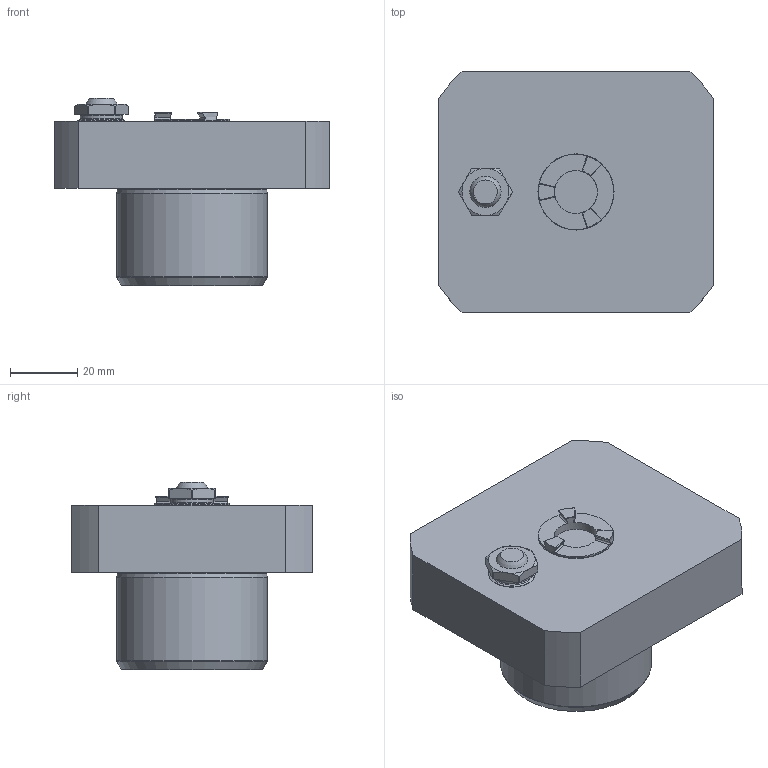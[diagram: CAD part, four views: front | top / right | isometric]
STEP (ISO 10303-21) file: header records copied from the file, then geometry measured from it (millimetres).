
FILE_DESCRIPTION(/* description */ (''),/* implementation_level */ '2;1');
FILE_NAME(/* name */ 'W7040050_stp.stp',/* time_stamp */ '2013-11-06T07:22:46+01:00',/* author */ (''),/* organization */ (''),/* preprocessor_version */ 'ST-DEVELOPER v11',/* originating_system */ 'SIEMENS PLM Software NX 7.5',/* authorisation */ '');
FILE_SCHEMA (('AUTOMOTIVE_DESIGN { 1 0 10303 214 1 1 1 1 }'));
Length unit declared in the file: millimetre
Products named in the file (1): reic367Etvxa
Bounding box: 82 x 72 x 55.78 mm (x, y, z)
Volume: 162622.3 mm3; surface area: 21952.1 mm2
Topology: 1 solids, 1 shells, 80 faces, 208 edges, 135 vertices
Faces by surface type: plane 29, cylinder 29, cone 16, torus 5, sphere 1
Full cylindrical faces by diameter (mm): 12.6 x1, 12.8 x1, 14 x1, 22.5 x1, 44.4 x1, 45 x1
Entity records: 3296 total; most frequent: CARTESIAN_POINT 926, DIRECTION 368, ORIENTED_EDGE 362, EDGE_CURVE 181, AXIS2_PLACEMENT_3D 155, VERTEX_POINT 125, EDGE_LOOP 100, PRESENTATION_STYLE_ASSIGNMENT 80
